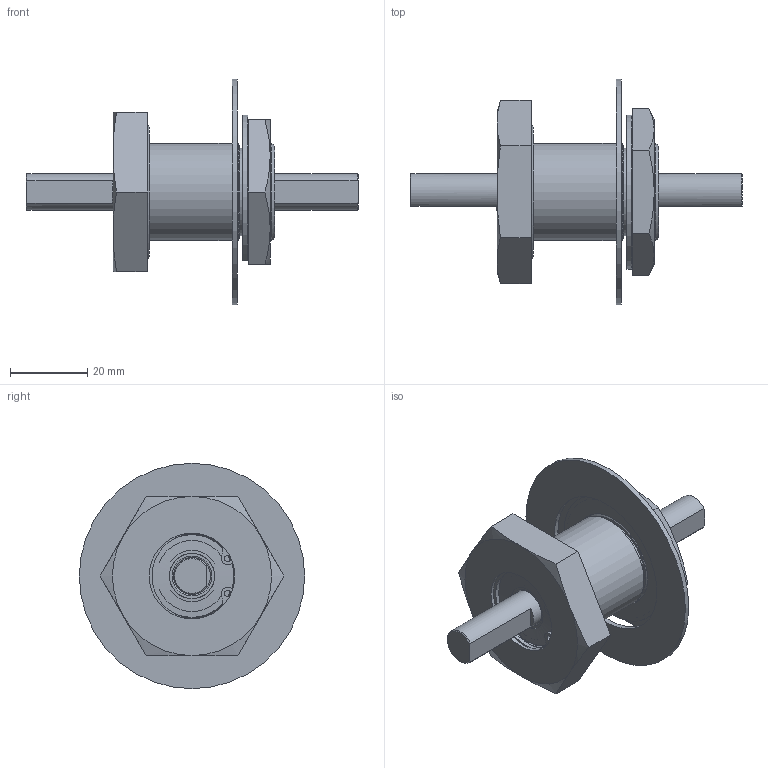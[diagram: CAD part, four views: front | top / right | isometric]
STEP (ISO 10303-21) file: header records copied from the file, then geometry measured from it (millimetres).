
FILE_DESCRIPTION (( 'STEP AP203' ), '1' );
FILE_NAME ('FD-LSR-0375-LC.STEP', '2023-08-23T15:46:19', ( '' ), ( '' ), 'SwSTEP 2.0', 'SolidWorks 2019', '' );
FILE_SCHEMA (( 'CONFIG_CONTROL_DESIGN' ));
Length unit declared in the file: inch
Products named in the file (21): 97092621; basic internal retaining ring_ai_B27.1 - NA2-93; curved spring washer_U437-120 990206; basic internal retaining ring_ai; 92111350 Nut; Oring 2-026; instrument ball bearing_ai; 91081741 Washer; 97092650 Polpc_no stages; XAH_150; 91081741 Washer_600150; curved spring washer; instrument ball bearing_ai_AFBMA 12.2 - 0.3750 - 0.8750 - 0.2188 - 10,SI,NC,10; 97092610 Shaft; 97092610 Shaft_-10 no stages; FD-LSR-0375-LC
Assembly tree (11 placements, depth 3):
  basic internal retaining ring_ai
  92111350 Nut
  instrument ball bearing_ai
  instrument ball bearing_ai
  91081741 Washer
Bounding box: 86.11 x 58.45 x 58.45 mm (x, y, z)
Volume: 37421.5 mm3; surface area: 25351.5 mm2
Topology: 10 solids, 10 shells, 146 faces, 287 edges, 180 vertices
Faces by surface type: plane 57, cylinder 48, cone 21, torus 20
Full cylindrical faces by diameter (mm): 1.575 x2, 9.512 x2, 9.525 x2, 9.53 x2, 10.516 x1, 11.506 x2, 11.735 x1, 13.335 x4, 18.415 x4, 18.898 x1, 21.112 x1, 21.768 x1, 22.225 x2, 22.236 x2, 22.682 x1, 23.444 x1, 23.647 x1, 25.171 x1, 25.357 x1, 25.654 x1, 35.56 x1, 37.592 x1, 58.445 x1
Entity records: 5455 total; most frequent: CARTESIAN_POINT 988, DIRECTION 570, ORIENTED_EDGE 396, AXIS2_PLACEMENT_3D 258, EDGE_LOOP 212, EDGE_CURVE 198, PERSON_AND_ORGANIZATION 179, FACE_OUTER_BOUND 172
